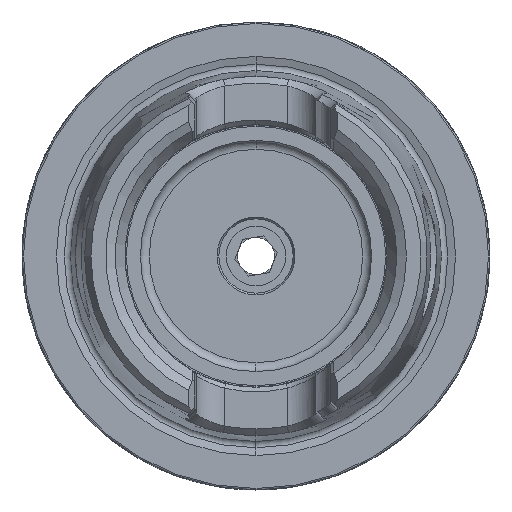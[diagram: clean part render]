
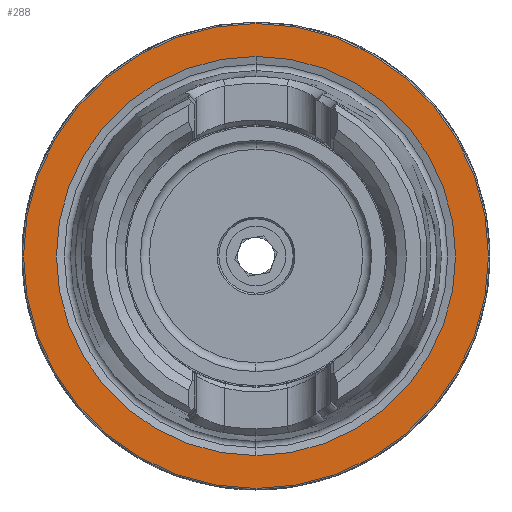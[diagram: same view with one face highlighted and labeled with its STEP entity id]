
A CAD part, left-side view. The second image highlights one B-rep face of the part: STEP entity #288.
In plain terms, the highlighted planar face has unit normal (-1, 0, 0).
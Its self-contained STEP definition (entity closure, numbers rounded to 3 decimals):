
#288 = ADVANCED_FACE ( 'NONE', ( #7123, #7135 ), #6230, .F. ) ;
#704 = CARTESIAN_POINT ( 'NONE',  ( 0., 0., 31.275 ) ) ;
#705 = CARTESIAN_POINT ( 'NONE',  ( 0., 0., 26.85 ) ) ;
#706 = CARTESIAN_POINT ( 'NONE',  ( 0., 0., -31.275 ) ) ;
#753 = CARTESIAN_POINT ( 'NONE',  ( 0., 0., -26.85 ) ) ;
#1682 = CARTESIAN_POINT ( 'NONE',  ( 0., 0., 0. ) ) ;
#1683 = DIRECTION ( 'NONE',  ( -1., 0., 0. ) ) ;
#1684 = DIRECTION ( 'NONE',  ( 0., 0., 1. ) ) ;
#1685 = CARTESIAN_POINT ( 'NONE',  ( 0., 0., 0. ) ) ;
#1686 = DIRECTION ( 'NONE',  ( -1., 0., 0. ) ) ;
#1687 = DIRECTION ( 'NONE',  ( 0., 0., 1. ) ) ;
#2155 = EDGE_CURVE ( 'NONE', #5352, #5354, #7575, .T. ) ;
#2158 = EDGE_CURVE ( 'NONE', #5401, #5353, #7582, .T. ) ;
#2514 = AXIS2_PLACEMENT_3D ( 'NONE', #6227, #6232, #6233 ) ;
#2647 = AXIS2_PLACEMENT_3D ( 'NONE', #8060, #8061, #8062 ) ;
#2649 = AXIS2_PLACEMENT_3D ( 'NONE', #8070, #8071, #8072 ) ;
#3606 = ORIENTED_EDGE ( 'NONE', *, *, #9611, .F. ) ;
#3607 = ORIENTED_EDGE ( 'NONE', *, *, #2158, .F. ) ;
#3608 = ORIENTED_EDGE ( 'NONE', *, *, #2155, .T. ) ;
#3609 = ORIENTED_EDGE ( 'NONE', *, *, #9610, .T. ) ;
#3986 = AXIS2_PLACEMENT_3D ( 'NONE', #1682, #1683, #1684 ) ;
#3988 = AXIS2_PLACEMENT_3D ( 'NONE', #1685, #1686, #1687 ) ;
#5130 = EDGE_LOOP ( 'NONE', ( #3606, #3607 ) ) ;
#5131 = EDGE_LOOP ( 'NONE', ( #3608, #3609 ) ) ;
#5352 = VERTEX_POINT ( 'NONE', #704 ) ;
#5353 = VERTEX_POINT ( 'NONE', #705 ) ;
#5354 = VERTEX_POINT ( 'NONE', #706 ) ;
#5401 = VERTEX_POINT ( 'NONE', #753 ) ;
#6227 = CARTESIAN_POINT ( 'NONE',  ( 0., 31.275, 0. ) ) ;
#6230 = PLANE ( 'NONE',  #2514 ) ;
#6232 = DIRECTION ( 'NONE',  ( 1., 0., 0. ) ) ;
#6233 = DIRECTION ( 'NONE',  ( 0., 0., -1. ) ) ;
#7123 = FACE_BOUND ( 'NONE', #5130, .T. ) ;
#7135 = FACE_OUTER_BOUND ( 'NONE', #5131, .T. ) ;
#7575 = CIRCLE ( 'NONE', #2647, 31.275 ) ;
#7582 = CIRCLE ( 'NONE', #2649, 26.85 ) ;
#7766 = CIRCLE ( 'NONE', #3986, 31.275 ) ;
#7767 = CIRCLE ( 'NONE', #3988, 26.85 ) ;
#8060 = CARTESIAN_POINT ( 'NONE',  ( 0., 0., 0. ) ) ;
#8061 = DIRECTION ( 'NONE',  ( -1., 0., 0. ) ) ;
#8062 = DIRECTION ( 'NONE',  ( 0., 0., 1. ) ) ;
#8070 = CARTESIAN_POINT ( 'NONE',  ( 0., 0., 0. ) ) ;
#8071 = DIRECTION ( 'NONE',  ( -1., 0., 0. ) ) ;
#8072 = DIRECTION ( 'NONE',  ( 0., 0., 1. ) ) ;
#9610 = EDGE_CURVE ( 'NONE', #5354, #5352, #7766, .T. ) ;
#9611 = EDGE_CURVE ( 'NONE', #5353, #5401, #7767, .T. ) ;
